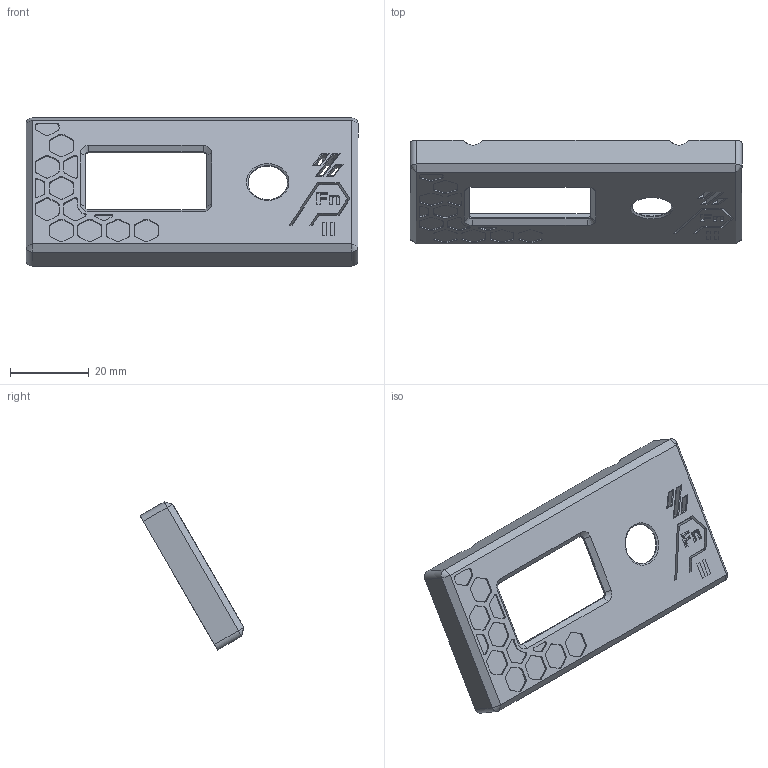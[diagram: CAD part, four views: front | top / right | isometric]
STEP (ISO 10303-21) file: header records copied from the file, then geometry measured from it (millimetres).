
FILE_DESCRIPTION(/* description */ (''),/* implementation_level */ '2;1');
FILE_NAME(/* name */ 'voron 0.2 display front faceplate with fn button v2.step',/* time_stamp */ '2023-04-08T21:36:22+08:00',/* author */ (''),/* organization */ (''),/* preprocessor_version */ 'ST-DEVELOPER v19.2',/* originating_system */ 'Autodesk Translation Framework v12.4.0.73',/* authorisation */ '');
FILE_SCHEMA (('AUTOMOTIVE_DESIGN { 1 0 10303 214 3 1 1 }'));
Length unit declared in the file: millimetre
Products named in the file (1): voron 0.2 display front faceplate with fn button
Bounding box: 84.4 x 26.38 x 37.64 mm (x, y, z)
Volume: 16620.9 mm3; surface area: 18816 mm2
Topology: 2 solids, 2 shells, 608 faces, 1628 edges, 1058 vertices
Faces by surface type: plane 380, cylinder 192, bspline 18, cone 18
Full cylindrical faces by diameter (mm): 1.8 x8, 10 x2
Entity records: 18941 total; most frequent: CARTESIAN_POINT 3449, ORIENTED_EDGE 3240, DIRECTION 3168, EDGE_CURVE 1620, LINE 1182, VECTOR 1182, VERTEX_POINT 1058, AXIS2_PLACEMENT_3D 993
